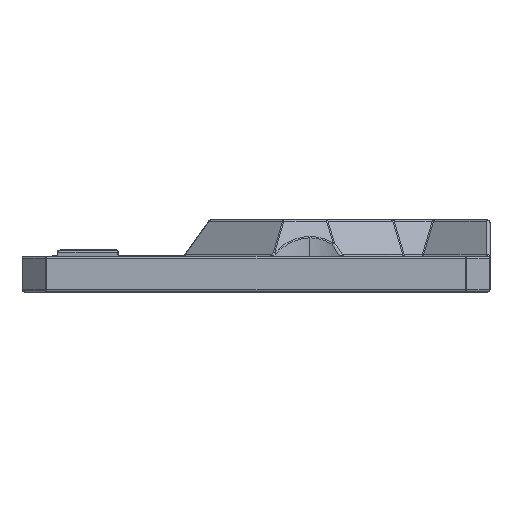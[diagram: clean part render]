
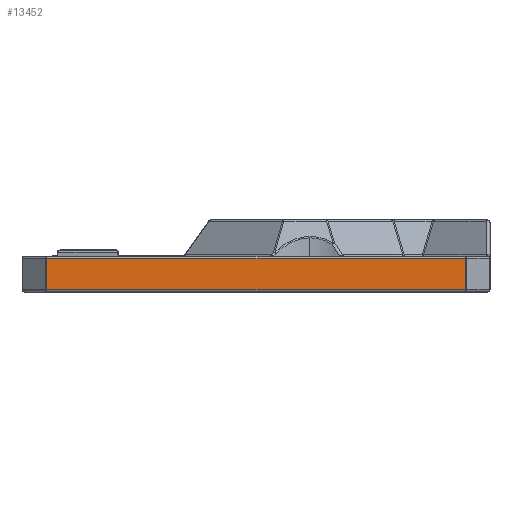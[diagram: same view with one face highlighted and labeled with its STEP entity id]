
A CAD part, left-side view. The second image highlights one B-rep face of the part: STEP entity #13452.
In plain terms, the highlighted planar face has unit normal (-1, 0, 0).
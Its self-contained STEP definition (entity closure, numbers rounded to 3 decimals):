
#321 = LINE ( 'NONE', #433, #6555 ) ;
#433 = CARTESIAN_POINT ( 'NONE',  ( -16.25, 5.3, 27.8 ) ) ;
#527 = CARTESIAN_POINT ( 'NONE',  ( -16.25, 22.759, 29.1 ) ) ;
#583 = AXIS2_PLACEMENT_3D ( 'NONE', #5210, #10261, #2761 ) ;
#811 = EDGE_LOOP ( 'NONE', ( #15437, #16021, #1743, #3705 ) ) ;
#1743 = ORIENTED_EDGE ( 'NONE', *, *, #5679, .T. ) ;
#2761 = DIRECTION ( 'NONE',  ( 0., 0., -1. ) ) ;
#2796 = VECTOR ( 'NONE', #5841, 1000. ) ;
#3232 = CARTESIAN_POINT ( 'NONE',  ( -16.25, 5.341, 29.2 ) ) ;
#3705 = ORIENTED_EDGE ( 'NONE', *, *, #5997, .T. ) ;
#3976 = VECTOR ( 'NONE', #15660, 1000. ) ;
#4198 = DIRECTION ( 'NONE',  ( 0., -1., 0. ) ) ;
#4288 = VERTEX_POINT ( 'NONE', #527 ) ;
#4589 = CARTESIAN_POINT ( 'NONE',  ( -16.25, 5.341, 29.1 ) ) ;
#4612 = CARTESIAN_POINT ( 'NONE',  ( -16.25, 5.3, 29.1 ) ) ;
#5210 = CARTESIAN_POINT ( 'NONE',  ( -16.25, 5.3, 29.2 ) ) ;
#5679 = EDGE_CURVE ( 'NONE', #16062, #9879, #321, .T. ) ;
#5841 = DIRECTION ( 'NONE',  ( 0., 1., 0. ) ) ;
#5961 = LINE ( 'NONE', #3232, #15581 ) ;
#5997 = EDGE_CURVE ( 'NONE', #9879, #9803, #5961, .T. ) ;
#6048 = CARTESIAN_POINT ( 'NONE',  ( -16.25, 22.759, 27.8 ) ) ;
#6555 = VECTOR ( 'NONE', #4198, 1000. ) ;
#7574 = EDGE_CURVE ( 'NONE', #4288, #16062, #13992, .T. ) ;
#8101 = EDGE_CURVE ( 'NONE', #9803, #4288, #9422, .T. ) ;
#8767 = FACE_OUTER_BOUND ( 'NONE', #811, .T. ) ;
#8962 = PLANE ( 'NONE',  #583 ) ;
#9244 = CARTESIAN_POINT ( 'NONE',  ( -16.25, 22.759, 29.2 ) ) ;
#9422 = LINE ( 'NONE', #4612, #2796 ) ;
#9803 = VERTEX_POINT ( 'NONE', #4589 ) ;
#9879 = VERTEX_POINT ( 'NONE', #14776 ) ;
#10261 = DIRECTION ( 'NONE',  ( 1., 0., 0. ) ) ;
#13256 = DIRECTION ( 'NONE',  ( 0., 0., 1. ) ) ;
#13452 = ADVANCED_FACE ( 'NONE', ( #8767 ), #8962, .F. ) ;
#13992 = LINE ( 'NONE', #9244, #3976 ) ;
#14776 = CARTESIAN_POINT ( 'NONE',  ( -16.25, 5.341, 27.8 ) ) ;
#15437 = ORIENTED_EDGE ( 'NONE', *, *, #8101, .T. ) ;
#15581 = VECTOR ( 'NONE', #13256, 1000. ) ;
#15660 = DIRECTION ( 'NONE',  ( 0., 0., -1. ) ) ;
#16021 = ORIENTED_EDGE ( 'NONE', *, *, #7574, .T. ) ;
#16062 = VERTEX_POINT ( 'NONE', #6048 ) ;
